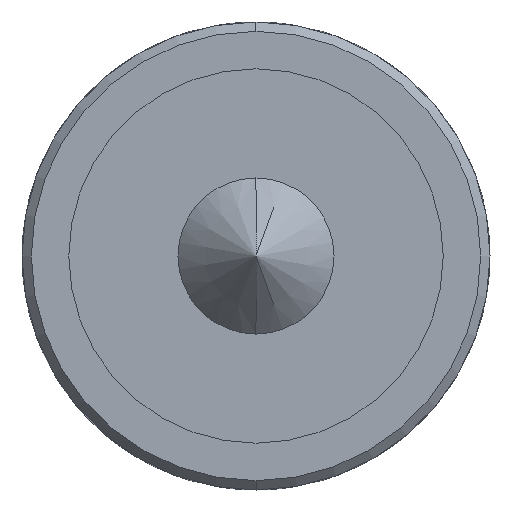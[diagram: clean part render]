
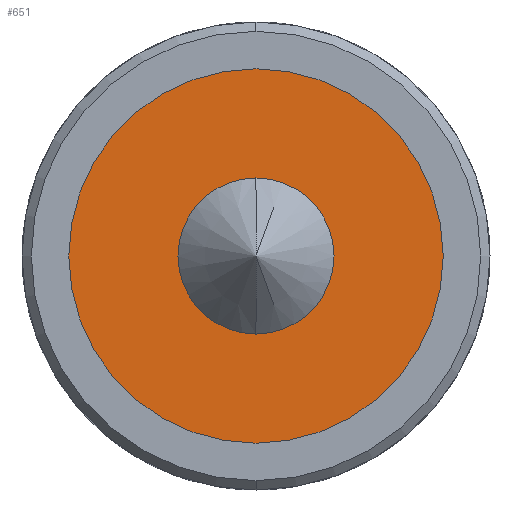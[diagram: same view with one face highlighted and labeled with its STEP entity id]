
A CAD part, left-side view. The second image highlights one B-rep face of the part: STEP entity #651.
In plain terms, the highlighted face is planar.
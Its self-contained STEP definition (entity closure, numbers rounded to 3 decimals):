
#63 = CARTESIAN_POINT ( 'NONE',  ( 2.5, 0., 1. ) ) ;
#67 = CARTESIAN_POINT ( 'NONE',  ( -2.5, 0., 1. ) ) ;
#68 = CARTESIAN_POINT ( 'NONE',  ( -6., 0., 1. ) ) ;
#89 = CARTESIAN_POINT ( 'NONE',  ( 6., 0., 1. ) ) ;
#180 = ORIENTED_EDGE ( 'NONE', *, *, #637, .F. ) ;
#181 = ORIENTED_EDGE ( 'NONE', *, *, #642, .T. ) ;
#183 = ORIENTED_EDGE ( 'NONE', *, *, #616, .F. ) ;
#184 = ORIENTED_EDGE ( 'NONE', *, *, #639, .T. ) ;
#214 = VERTEX_POINT ( 'NONE', #89 ) ;
#238 = VERTEX_POINT ( 'NONE', #68 ) ;
#239 = VERTEX_POINT ( 'NONE', #67 ) ;
#248 = EDGE_LOOP ( 'NONE', ( #184, #181 ) ) ;
#249 = EDGE_LOOP ( 'NONE', ( #183, #180 ) ) ;
#269 = VERTEX_POINT ( 'NONE', #63 ) ;
#302 = AXIS2_PLACEMENT_3D ( 'NONE', #669, #668, #667 ) ;
#307 = AXIS2_PLACEMENT_3D ( 'NONE', #659, #857, #1011 ) ;
#314 = AXIS2_PLACEMENT_3D ( 'NONE', #735, #731, #730 ) ;
#415 = FACE_OUTER_BOUND ( 'NONE', #248, .T. ) ;
#427 = AXIS2_PLACEMENT_3D ( 'NONE', #882, #881, #880 ) ;
#428 = FACE_BOUND ( 'NONE', #249, .T. ) ;
#446 = AXIS2_PLACEMENT_3D ( 'NONE', #860, #874, #873 ) ;
#543 = CIRCLE ( 'NONE', #446, 6. ) ;
#544 = CIRCLE ( 'NONE', #307, 6. ) ;
#545 = CIRCLE ( 'NONE', #302, 2.5 ) ;
#553 = CIRCLE ( 'NONE', #314, 2.5 ) ;
#616 = EDGE_CURVE ( 'NONE', #239, #269, #553, .T. ) ;
#637 = EDGE_CURVE ( 'NONE', #269, #239, #545, .T. ) ;
#639 = EDGE_CURVE ( 'NONE', #238, #214, #544, .T. ) ;
#642 = EDGE_CURVE ( 'NONE', #214, #238, #543, .T. ) ;
#651 = ADVANCED_FACE ( 'NONE', ( #415, #428 ), #883, .T. ) ;
#659 = CARTESIAN_POINT ( 'NONE',  ( 0., 0., 1. ) ) ;
#667 = DIRECTION ( 'NONE',  ( 1., 0., 0. ) ) ;
#668 = DIRECTION ( 'NONE',  ( 0., 0., 1. ) ) ;
#669 = CARTESIAN_POINT ( 'NONE',  ( 0., 0., 1. ) ) ;
#730 = DIRECTION ( 'NONE',  ( 1., 0., 0. ) ) ;
#731 = DIRECTION ( 'NONE',  ( 0., 0., 1. ) ) ;
#735 = CARTESIAN_POINT ( 'NONE',  ( 0., 0., 1. ) ) ;
#857 = DIRECTION ( 'NONE',  ( 0., 0., 1. ) ) ;
#860 = CARTESIAN_POINT ( 'NONE',  ( 0., 0., 1. ) ) ;
#873 = DIRECTION ( 'NONE',  ( 1., 0., 0. ) ) ;
#874 = DIRECTION ( 'NONE',  ( 0., 0., 1. ) ) ;
#880 = DIRECTION ( 'NONE',  ( 1., 0., 0. ) ) ;
#881 = DIRECTION ( 'NONE',  ( 0., 0., 1. ) ) ;
#882 = CARTESIAN_POINT ( 'NONE',  ( 0., 0., 1. ) ) ;
#883 = PLANE ( 'NONE',  #427 ) ;
#1011 = DIRECTION ( 'NONE',  ( 1., 0., 0. ) ) ;
